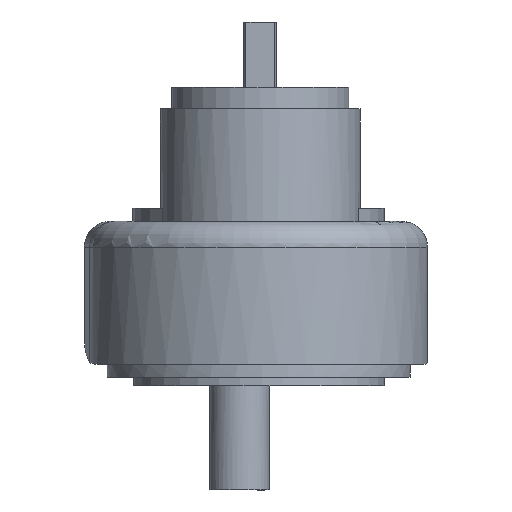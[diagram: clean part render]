
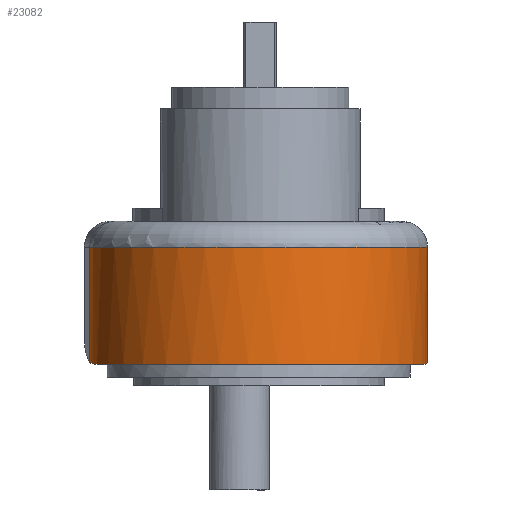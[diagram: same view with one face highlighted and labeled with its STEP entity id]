
A CAD part, left-side view. The second image highlights one B-rep face of the part: STEP entity #23082.
In plain terms, the highlighted cylindrical face has radius 39 mm (diameter 78 mm), a partial arc.
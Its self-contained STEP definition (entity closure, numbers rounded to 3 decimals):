
#133=B_SPLINE_CURVE_WITH_KNOTS('',3,(#34299,#34300,#34301,#34302,#34303,
#34304,#34305,#34306),.UNSPECIFIED.,.F.,.F.,(4,2,2,4),(1.528,
1.759,2.276,2.551),.UNSPECIFIED.);
#134=B_SPLINE_CURVE_WITH_KNOTS('',3,(#34314,#34315,#34316,#34317,#34318,
#34319,#34320,#34321),.UNSPECIFIED.,.F.,.F.,(4,2,2,4),(5.473,
5.747,6.265,6.496),.UNSPECIFIED.);
#343=CYLINDRICAL_SURFACE('',#24542,39.);
#894=LINE('',#34308,#3183);
#895=LINE('',#34312,#3184);
#3183=VECTOR('',#27264,10.);
#3184=VECTOR('',#27267,10.);
#5440=FACE_OUTER_BOUND('',#6706,.T.);
#6706=EDGE_LOOP('',(#15395,#15396,#15397,#15398,#15399,#15400));
#8194=CIRCLE('',#24543,39.);
#8195=CIRCLE('',#24544,39.);
#9303=VERTEX_POINT('',#34297);
#9304=VERTEX_POINT('',#34298);
#9305=VERTEX_POINT('',#34307);
#9306=VERTEX_POINT('',#34309);
#9307=VERTEX_POINT('',#34311);
#9308=VERTEX_POINT('',#34313);
#11702=EDGE_CURVE('',#9303,#9304,#133,.T.);
#11703=EDGE_CURVE('',#9303,#9305,#894,.T.);
#11704=EDGE_CURVE('',#9306,#9305,#8194,.T.);
#11705=EDGE_CURVE('',#9307,#9306,#895,.T.);
#11706=EDGE_CURVE('',#9308,#9307,#134,.T.);
#11707=EDGE_CURVE('',#9308,#9304,#8195,.T.);
#15395=ORIENTED_EDGE('',*,*,#11702,.F.);
#15396=ORIENTED_EDGE('',*,*,#11703,.T.);
#15397=ORIENTED_EDGE('',*,*,#11704,.F.);
#15398=ORIENTED_EDGE('',*,*,#11705,.F.);
#15399=ORIENTED_EDGE('',*,*,#11706,.F.);
#15400=ORIENTED_EDGE('',*,*,#11707,.T.);
#23082=ADVANCED_FACE('',(#5440),#343,.T.);
#24542=AXIS2_PLACEMENT_3D('',#34296,#27262,#27263);
#24543=AXIS2_PLACEMENT_3D('',#34310,#27265,#27266);
#24544=AXIS2_PLACEMENT_3D('',#34322,#27268,#27269);
#27262=DIRECTION('center_axis',(0.,0.,
1.));
#27263=DIRECTION('ref_axis',(-0.024,1.,0.));
#27264=DIRECTION('',(0.,0.,1.));
#27265=DIRECTION('center_axis',(0.,0.,
1.));
#27266=DIRECTION('ref_axis',(-1.,-0.024,0.));
#27267=DIRECTION('',(0.,0.,1.));
#27268=DIRECTION('center_axis',(0.,0.,
1.));
#27269=DIRECTION('ref_axis',(-0.024,1.,0.));
#34296=CARTESIAN_POINT('Origin',(-91.28,163.05,13.731));
#34297=CARTESIAN_POINT('',(-90.326,124.062,14.173));
#34298=CARTESIAN_POINT('',(-100.969,125.273,13.731));
#34299=CARTESIAN_POINT('Ctrl Pts',(-90.326,124.062,14.173));
#34300=CARTESIAN_POINT('Ctrl Pts',(-91.12,124.042,14.149));
#34301=CARTESIAN_POINT('Ctrl Pts',(-91.923,124.047,14.116));
#34302=CARTESIAN_POINT('Ctrl Pts',(-94.538,124.144,13.989));
#34303=CARTESIAN_POINT('Ctrl Pts',(-96.365,124.34,13.872));
#34304=CARTESIAN_POINT('Ctrl Pts',(-99.106,124.831,13.758));
#34305=CARTESIAN_POINT('Ctrl Pts',(-100.046,125.036,13.731));
#34306=CARTESIAN_POINT('Ctrl Pts',(-100.969,125.273,13.731));
#34307=CARTESIAN_POINT('',(-90.326,124.062,40.731));
#34308=CARTESIAN_POINT('',(-90.326,124.062,13.731));
#34309=CARTESIAN_POINT('',(-92.234,202.039,40.731));
#34310=CARTESIAN_POINT('Origin',(-91.28,163.05,40.731));
#34311=CARTESIAN_POINT('',(-92.234,202.039,14.173));
#34312=CARTESIAN_POINT('',(-92.234,202.039,13.731));
#34313=CARTESIAN_POINT('',(-102.805,200.308,13.731));
#34314=CARTESIAN_POINT('Ctrl Pts',(-102.805,200.308,13.731));
#34315=CARTESIAN_POINT('Ctrl Pts',(-101.895,200.59,13.731));
#34316=CARTESIAN_POINT('Ctrl Pts',(-100.966,200.84,13.758));
#34317=CARTESIAN_POINT('Ctrl Pts',(-98.252,201.465,13.872));
#34318=CARTESIAN_POINT('Ctrl Pts',(-96.437,201.75,13.989));
#34319=CARTESIAN_POINT('Ctrl Pts',(-93.83,201.975,14.116));
#34320=CARTESIAN_POINT('Ctrl Pts',(-93.028,202.019,14.149));
#34321=CARTESIAN_POINT('Ctrl Pts',(-92.234,202.039,14.173));
#34322=CARTESIAN_POINT('Origin',(-91.28,163.05,13.731));
